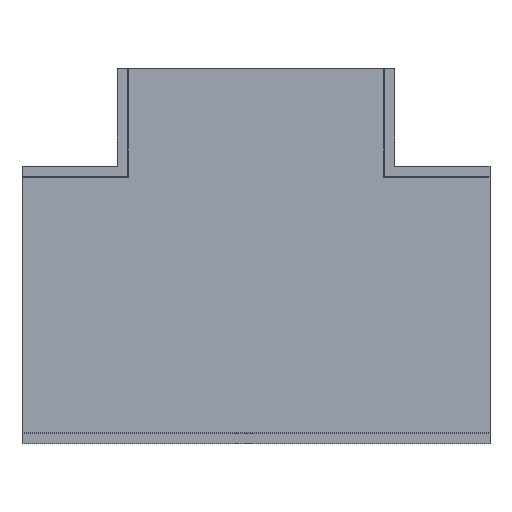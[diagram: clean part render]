
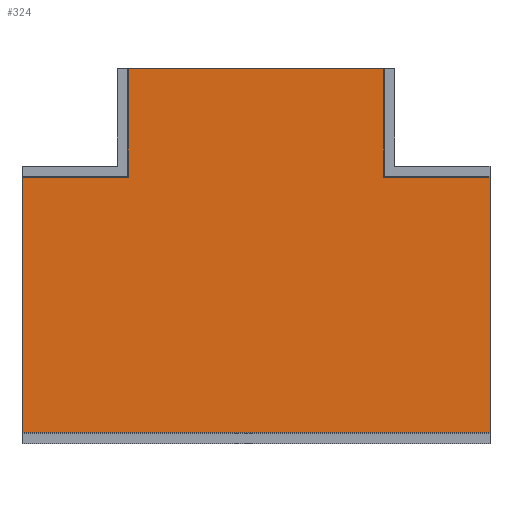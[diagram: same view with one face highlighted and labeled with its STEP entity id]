
A CAD part, front view. The second image highlights one B-rep face of the part: STEP entity #324.
In plain terms, the highlighted planar face has unit normal (0, -1, 0).
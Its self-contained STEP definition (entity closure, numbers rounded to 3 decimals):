
#23 = VECTOR ( 'NONE', #67, 1000. ) ;
#32 = LINE ( 'NONE', #81, #23 ) ;
#48 = EDGE_CURVE ( 'NONE', #485, #487, #290, .T. ) ;
#55 = DIRECTION ( 'NONE',  ( 0., 0., 1. ) ) ;
#66 = VECTOR ( 'NONE', #198, 1000. ) ;
#67 = DIRECTION ( 'NONE',  ( 1., 0., 0. ) ) ;
#81 = CARTESIAN_POINT ( 'NONE',  ( 0., 10.5, 16.311 ) ) ;
#82 = CARTESIAN_POINT ( 'NONE',  ( -15.01, 10.5, 16.311 ) ) ;
#86 = EDGE_CURVE ( 'NONE', #543, #579, #279, .T. ) ;
#89 = CARTESIAN_POINT ( 'NONE',  ( 15.01, 10.5, 3.521 ) ) ;
#105 = EDGE_CURVE ( 'NONE', #514, #543, #273, .T. ) ;
#107 = LINE ( 'NONE', #201, #66 ) ;
#116 = CARTESIAN_POINT ( 'NONE',  ( -15.01, 10.5, 3.521 ) ) ;
#134 = CARTESIAN_POINT ( 'NONE',  ( -27.5, 10.5, 0. ) ) ;
#144 = EDGE_CURVE ( 'NONE', #582, #451, #269, .T. ) ;
#150 = CARTESIAN_POINT ( 'NONE',  ( -27.5, 10.5, 3.521 ) ) ;
#180 = EDGE_CURVE ( 'NONE', #487, #514, #254, .T. ) ;
#198 = DIRECTION ( 'NONE',  ( 0., 0., -1. ) ) ;
#201 = CARTESIAN_POINT ( 'NONE',  ( 27.5, 10.5, 0. ) ) ;
#205 = FACE_OUTER_BOUND ( 'NONE', #391, .T. ) ;
#209 = CARTESIAN_POINT ( 'NONE',  ( 27.5, 10.5, -26.499 ) ) ;
#215 = VECTOR ( 'NONE', #580, 1000. ) ;
#217 = DIRECTION ( 'NONE',  ( 1., 0., 0. ) ) ;
#221 = LINE ( 'NONE', #581, #215 ) ;
#230 = AXIS2_PLACEMENT_3D ( 'NONE', #554, #538, #537 ) ;
#233 = CARTESIAN_POINT ( 'NONE',  ( -15.01, 10.5, 0. ) ) ;
#235 = VECTOR ( 'NONE', #55, 1000. ) ;
#237 = CARTESIAN_POINT ( 'NONE',  ( -27.5, 10.5, -26.499 ) ) ;
#252 = VECTOR ( 'NONE', #217, 1000. ) ;
#254 = LINE ( 'NONE', #134, #235 ) ;
#256 = CARTESIAN_POINT ( 'NONE',  ( 27.5, 10.5, 3.521 ) ) ;
#258 = VECTOR ( 'NONE', #284, 1000. ) ;
#264 = EDGE_CURVE ( 'NONE', #433, #582, #221, .T. ) ;
#268 = CARTESIAN_POINT ( 'NONE',  ( 15.01, 10.5, 16.311 ) ) ;
#269 = LINE ( 'NONE', #393, #252 ) ;
#270 = VECTOR ( 'NONE', #384, 1000. ) ;
#273 = LINE ( 'NONE', #318, #258 ) ;
#277 = VECTOR ( 'NONE', #400, 1000. ) ;
#279 = LINE ( 'NONE', #233, #270 ) ;
#284 = DIRECTION ( 'NONE',  ( 1., 0., 0. ) ) ;
#290 = LINE ( 'NONE', #388, #277 ) ;
#318 = CARTESIAN_POINT ( 'NONE',  ( 0., 10.5, 3.521 ) ) ;
#324 = ADVANCED_FACE ( 'NONE', ( #205 ), #540, .T. ) ;
#384 = DIRECTION ( 'NONE',  ( 0., 0., 1. ) ) ;
#388 = CARTESIAN_POINT ( 'NONE',  ( 0., 10.5, -26.499 ) ) ;
#391 = EDGE_LOOP ( 'NONE', ( #573, #576, #578, #587, #459, #541, #585, #468 ) ) ;
#393 = CARTESIAN_POINT ( 'NONE',  ( 0., 10.5, 3.521 ) ) ;
#400 = DIRECTION ( 'NONE',  ( -1., 0., 0. ) ) ;
#433 = VERTEX_POINT ( 'NONE', #268 ) ;
#451 = VERTEX_POINT ( 'NONE', #256 ) ;
#459 = ORIENTED_EDGE ( 'NONE', *, *, #86, .F. ) ;
#468 = ORIENTED_EDGE ( 'NONE', *, *, #48, .F. ) ;
#485 = VERTEX_POINT ( 'NONE', #209 ) ;
#487 = VERTEX_POINT ( 'NONE', #237 ) ;
#489 = EDGE_CURVE ( 'NONE', #451, #485, #107, .T. ) ;
#514 = VERTEX_POINT ( 'NONE', #150 ) ;
#537 = DIRECTION ( 'NONE',  ( 0., 0., -1. ) ) ;
#538 = DIRECTION ( 'NONE',  ( 0., -1., 0. ) ) ;
#540 = PLANE ( 'NONE',  #230 ) ;
#541 = ORIENTED_EDGE ( 'NONE', *, *, #105, .F. ) ;
#543 = VERTEX_POINT ( 'NONE', #116 ) ;
#554 = CARTESIAN_POINT ( 'NONE',  ( 0., 10.5, 0. ) ) ;
#573 = ORIENTED_EDGE ( 'NONE', *, *, #489, .F. ) ;
#576 = ORIENTED_EDGE ( 'NONE', *, *, #144, .F. ) ;
#578 = ORIENTED_EDGE ( 'NONE', *, *, #264, .F. ) ;
#579 = VERTEX_POINT ( 'NONE', #82 ) ;
#580 = DIRECTION ( 'NONE',  ( 0., 0., -1. ) ) ;
#581 = CARTESIAN_POINT ( 'NONE',  ( 15.01, 10.5, 0. ) ) ;
#582 = VERTEX_POINT ( 'NONE', #89 ) ;
#585 = ORIENTED_EDGE ( 'NONE', *, *, #180, .F. ) ;
#587 = ORIENTED_EDGE ( 'NONE', *, *, #591, .F. ) ;
#591 = EDGE_CURVE ( 'NONE', #579, #433, #32, .T. ) ;
